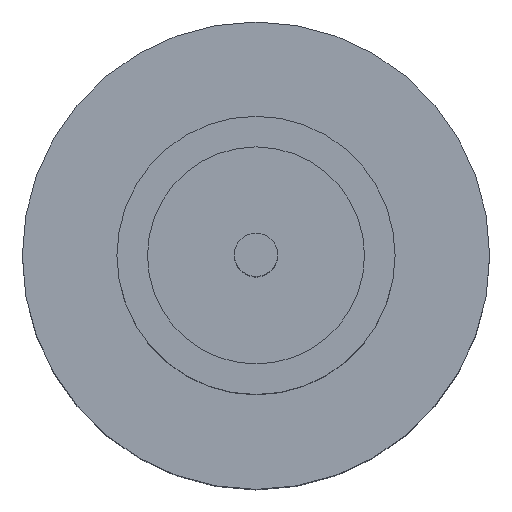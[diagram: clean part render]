
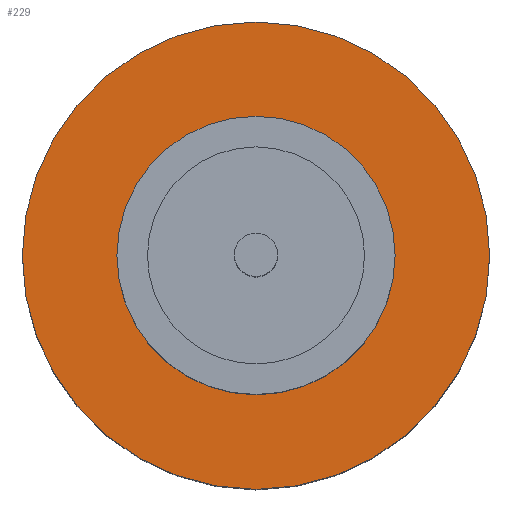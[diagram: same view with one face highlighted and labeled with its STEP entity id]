
A CAD part, top view. The second image highlights one B-rep face of the part: STEP entity #229.
In plain terms, the highlighted planar face has unit normal (0, 0, 1).
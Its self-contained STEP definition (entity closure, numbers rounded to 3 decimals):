
#45 = CARTESIAN_POINT ( 'NONE',  ( -2.1, 0., 1.55 ) ) ;
#67 = DIRECTION ( 'NONE',  ( 1., 0., 0. ) ) ;
#140 = DIRECTION ( 'NONE',  ( 0., 0., 1. ) ) ;
#146 = ORIENTED_EDGE ( 'NONE', *, *, #215, .T. ) ;
#161 = CIRCLE ( 'NONE', #339, 1.25 ) ;
#181 = CARTESIAN_POINT ( 'NONE',  ( 1.25, 0., 1.55 ) ) ;
#183 = AXIS2_PLACEMENT_3D ( 'NONE', #407, #347, #854 ) ;
#186 = ORIENTED_EDGE ( 'NONE', *, *, #694, .F. ) ;
#197 = AXIS2_PLACEMENT_3D ( 'NONE', #571, #140, #67 ) ;
#215 = EDGE_CURVE ( 'NONE', #223, #402, #357, .T. ) ;
#219 = FACE_BOUND ( 'NONE', #340, .T. ) ;
#221 = CARTESIAN_POINT ( 'NONE',  ( 0., 0., 1.55 ) ) ;
#223 = VERTEX_POINT ( 'NONE', #512 ) ;
#226 = EDGE_LOOP ( 'NONE', ( #602, #146 ) ) ;
#229 = ADVANCED_FACE ( 'NONE', ( #219, #368 ), #565, .T. ) ;
#267 = VERTEX_POINT ( 'NONE', #181 ) ;
#319 = VERTEX_POINT ( 'NONE', #393 ) ;
#339 = AXIS2_PLACEMENT_3D ( 'NONE', #221, #508, #590 ) ;
#340 = EDGE_LOOP ( 'NONE', ( #186, #834 ) ) ;
#347 = DIRECTION ( 'NONE',  ( 0., 0., 1. ) ) ;
#354 = AXIS2_PLACEMENT_3D ( 'NONE', #601, #595, #453 ) ;
#357 = CIRCLE ( 'NONE', #183, 2.1 ) ;
#368 = FACE_OUTER_BOUND ( 'NONE', #226, .T. ) ;
#393 = CARTESIAN_POINT ( 'NONE',  ( -1.25, 0., 1.55 ) ) ;
#402 = VERTEX_POINT ( 'NONE', #45 ) ;
#407 = CARTESIAN_POINT ( 'NONE',  ( 0., 0., 1.55 ) ) ;
#414 = DIRECTION ( 'NONE',  ( 1., 0., 0. ) ) ;
#453 = DIRECTION ( 'NONE',  ( 1., 0., 0. ) ) ;
#508 = DIRECTION ( 'NONE',  ( 0., 0., 1. ) ) ;
#512 = CARTESIAN_POINT ( 'NONE',  ( 2.1, 0., 1.55 ) ) ;
#565 = PLANE ( 'NONE',  #581 ) ;
#571 = CARTESIAN_POINT ( 'NONE',  ( 0., 0., 1.55 ) ) ;
#581 = AXIS2_PLACEMENT_3D ( 'NONE', #871, #644, #414 ) ;
#590 = DIRECTION ( 'NONE',  ( 1., 0., 0. ) ) ;
#595 = DIRECTION ( 'NONE',  ( 0., 0., 1. ) ) ;
#601 = CARTESIAN_POINT ( 'NONE',  ( 0., 0., 1.55 ) ) ;
#602 = ORIENTED_EDGE ( 'NONE', *, *, #625, .T. ) ;
#625 = EDGE_CURVE ( 'NONE', #402, #223, #789, .T. ) ;
#644 = DIRECTION ( 'NONE',  ( 0., 0., 1. ) ) ;
#694 = EDGE_CURVE ( 'NONE', #267, #319, #161, .T. ) ;
#789 = CIRCLE ( 'NONE', #197, 2.1 ) ;
#797 = CIRCLE ( 'NONE', #354, 1.25 ) ;
#834 = ORIENTED_EDGE ( 'NONE', *, *, #839, .F. ) ;
#839 = EDGE_CURVE ( 'NONE', #319, #267, #797, .T. ) ;
#854 = DIRECTION ( 'NONE',  ( 1., 0., 0. ) ) ;
#871 = CARTESIAN_POINT ( 'NONE',  ( 0., 0., 1.55 ) ) ;
